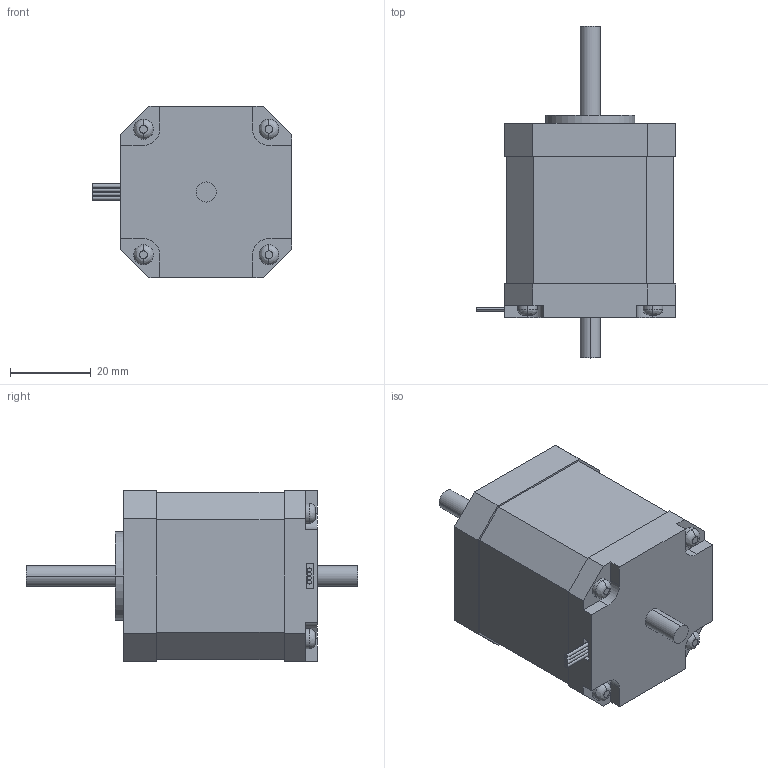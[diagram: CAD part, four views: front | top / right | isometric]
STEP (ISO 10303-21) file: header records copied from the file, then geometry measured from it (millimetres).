
FILE_DESCRIPTION((''),'2;1');
FILE_NAME('B10-10001','2010-07-17T',('bdring'),(''),'PRO/ENGINEER BY PARAMETRIC TECHNOLOGY CORPORATION, 2010100','PRO/ENGINEER BY PARAMETRIC TECHNOLOGY CORPORATION, 2010100','');
FILE_SCHEMA(('CONFIG_CONTROL_DESIGN'));
Length unit declared in the file: millimetre
Products named in the file (1): B10-10001
Bounding box: 49.3 x 82 x 42.3 mm (x, y, z)
Volume: 79270.6 mm3; surface area: 11947.5 mm2
Topology: 1 solids, 1 shells, 105 faces, 244 edges, 160 vertices
Faces by surface type: plane 61, cylinder 36, bspline 8
Entity records: 3224 total; most frequent: CARTESIAN_POINT 725, DIRECTION 526, ORIENTED_EDGE 488, EDGE_CURVE 244, AXIS2_PLACEMENT_3D 185, VERTEX_POINT 160, VECTOR 156, LINE 156
